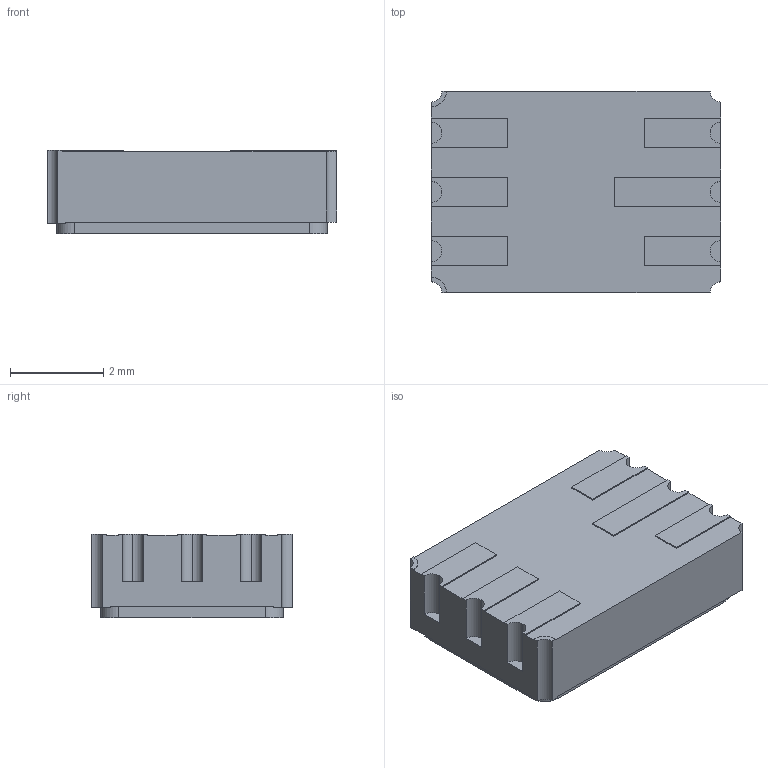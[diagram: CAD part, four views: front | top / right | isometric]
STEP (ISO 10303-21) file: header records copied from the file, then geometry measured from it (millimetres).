
FILE_DESCRIPTION (( 'STEP AP203' ), '1' );
FILE_NAME ('D100816G-STEP Rev A.STEP', '2021-11-11T13:10:47', ( '' ), ( '' ), 'SwSTEP 2.0', 'SolidWorks 2018', '' );
FILE_SCHEMA (( 'CONFIG_CONTROL_DESIGN' ));
Length unit declared in the file: inch
Products named in the file (1): D100816G-STEP Rev A
Bounding box: 6.22 x 4.32 x 1.8 mm (x, y, z)
Volume: 46.1 mm3; surface area: 92.7 mm2
Topology: 1 solids, 1 shells, 132 faces, 360 edges, 240 vertices
Faces by surface type: plane 99, cylinder 33
Entity records: 4229 total; most frequent: CARTESIAN_POINT 733, ORIENTED_EDGE 720, DIRECTION 692, EDGE_CURVE 360, LINE 294, VECTOR 294, VERTEX_POINT 240, AXIS2_PLACEMENT_3D 199
